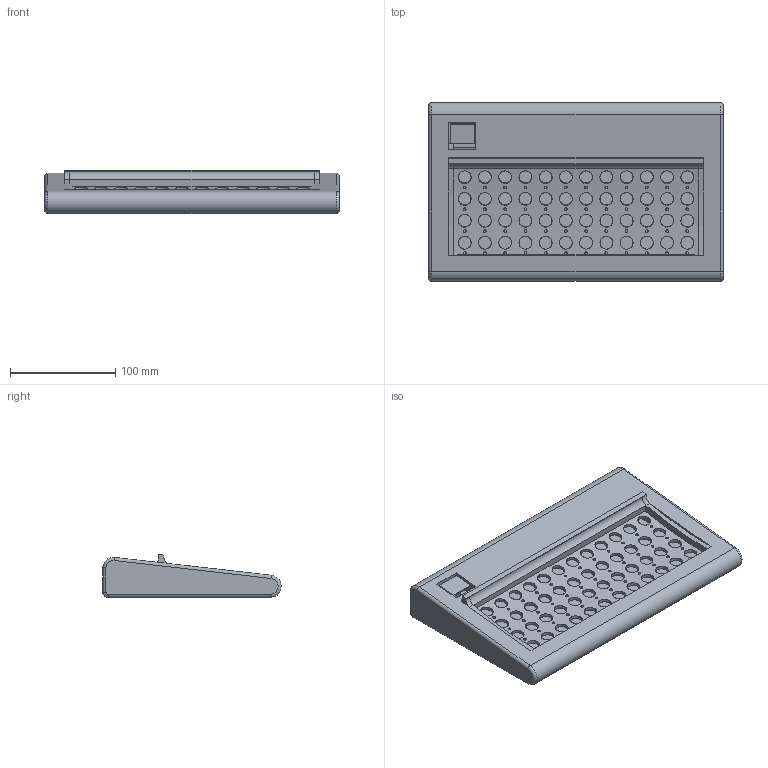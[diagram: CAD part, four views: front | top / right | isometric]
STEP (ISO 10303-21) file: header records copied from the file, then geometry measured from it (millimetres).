
FILE_DESCRIPTION(/* description */ (''),/* implementation_level */ '2;1');
FILE_NAME(/* name */ 'model_d_case_v4.0.step',/* time_stamp */ '2022-09-02T16:29:03+02:00',/* author */ (''),/* organization */ (''),/* preprocessor_version */ 'ST-DEVELOPER v19',/* originating_system */ 'Autodesk Translation Framework v11.7.0.108',/* authorisation */ '');
FILE_SCHEMA (('AUTOMOTIVE_DESIGN { 1 0 10303 214 3 1 1 }'));
Length unit declared in the file: millimetre
Products named in the file (2): model_d_case_v4.0; plate
Assembly tree (1 placements, depth 2):
  model_d_case_v4.0
    plate
Bounding box: 280 x 169.45 x 40.87 mm (x, y, z)
Volume: 536236.8 mm3; surface area: 282521.3 mm2
Topology: 7 solids, 7 shells, 321 faces, 840 edges, 547 vertices
Faces by surface type: plane 147, bspline 98, cylinder 62, cone 10, torus 4
Full cylindrical faces by diameter (mm): 3.2 x4, 3.3 x13, 4 x17, 6 x3
Entity records: 18687 total; most frequent: CARTESIAN_POINT 10959, ORIENTED_EDGE 1680, DIRECTION 1152, EDGE_CURVE 840, EDGE_LOOP 591, VERTEX_POINT 547, LINE 404, VECTOR 404
